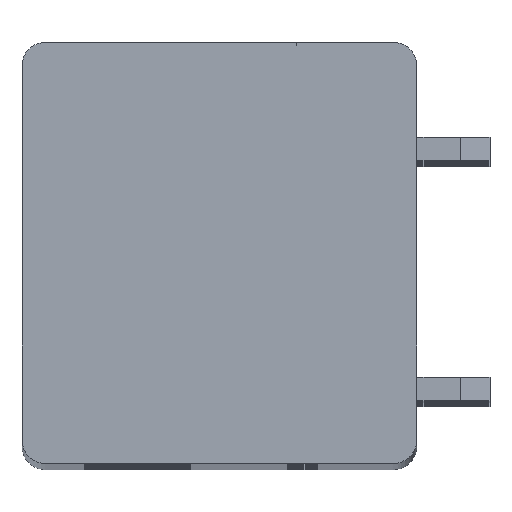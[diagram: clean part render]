
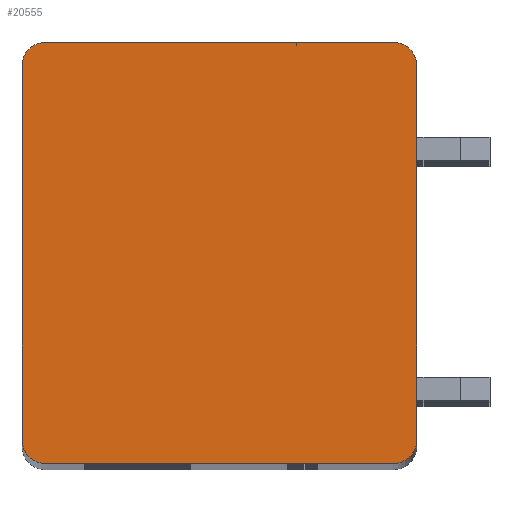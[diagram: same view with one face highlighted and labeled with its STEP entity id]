
A CAD part, top view. The second image highlights one B-rep face of the part: STEP entity #20555.
In plain terms, the highlighted planar face has unit normal (0, 0, 1).
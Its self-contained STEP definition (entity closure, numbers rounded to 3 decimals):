
#3157=CARTESIAN_POINT('',(-5.95,6.4,2.5));
#3158=DIRECTION('',(0.,0.,1.));
#3159=DIRECTION('',(0.,1.,0.));
#3160=AXIS2_PLACEMENT_3D('',#3157,#3158,#3159);
#3162=DIRECTION('',(-1.,0.,0.));
#3163=VECTOR('',#3162,11.9);
#3164=CARTESIAN_POINT('',(5.95,7.2,2.5));
#3165=LINE('',#3164,#3163);
#3166=CARTESIAN_POINT('',(5.95,6.4,2.5));
#3167=DIRECTION('',(0.,0.,1.));
#3168=DIRECTION('',(1.,0.,0.));
#3169=AXIS2_PLACEMENT_3D('',#3166,#3167,#3168);
#3171=DIRECTION('',(0.,1.,0.));
#3172=VECTOR('',#3171,12.8);
#3173=CARTESIAN_POINT('',(6.75,-6.4,2.5));
#3174=LINE('',#3173,#3172);
#3175=CARTESIAN_POINT('',(5.95,-6.4,2.5));
#3176=DIRECTION('',(0.,0.,1.));
#3177=DIRECTION('',(0.,-1.,0.));
#3178=AXIS2_PLACEMENT_3D('',#3175,#3176,#3177);
#3180=DIRECTION('',(1.,0.,0.));
#3181=VECTOR('',#3180,11.9);
#3182=CARTESIAN_POINT('',(-5.95,-7.2,2.5));
#3183=LINE('',#3182,#3181);
#3184=CARTESIAN_POINT('',(-5.95,-6.4,2.5));
#3185=DIRECTION('',(0.,0.,1.));
#3186=DIRECTION('',(-1.,0.,0.));
#3187=AXIS2_PLACEMENT_3D('',#3184,#3185,#3186);
#3189=DIRECTION('',(0.,-1.,0.));
#3190=VECTOR('',#3189,12.8);
#3191=CARTESIAN_POINT('',(-6.75,6.4,2.5));
#3192=LINE('',#3191,#3190);
#14837=CARTESIAN_POINT('',(-5.95,7.2,2.5));
#14838=VERTEX_POINT('',#14837);
#14839=CARTESIAN_POINT('',(-6.75,6.4,2.5));
#14840=VERTEX_POINT('',#14839);
#14845=CARTESIAN_POINT('',(6.75,6.4,2.5));
#14846=VERTEX_POINT('',#14845);
#14847=CARTESIAN_POINT('',(5.95,7.2,2.5));
#14848=VERTEX_POINT('',#14847);
#14853=CARTESIAN_POINT('',(-6.75,-6.4,2.5));
#14854=VERTEX_POINT('',#14853);
#14855=CARTESIAN_POINT('',(-5.95,-7.2,2.5));
#14856=VERTEX_POINT('',#14855);
#14861=CARTESIAN_POINT('',(5.95,-7.2,2.5));
#14862=VERTEX_POINT('',#14861);
#14863=CARTESIAN_POINT('',(6.75,-6.4,2.5));
#14864=VERTEX_POINT('',#14863);
#20540=CARTESIAN_POINT('',(0.,0.,2.5));
#20541=DIRECTION('',(0.,0.,1.));
#20542=DIRECTION('',(1.,0.,0.));
#20543=AXIS2_PLACEMENT_3D('',#20540,#20541,#20542);
#20544=PLANE('',#20543);
#20545=ORIENTED_EDGE('',*,*,#18708,.F.);
#20546=ORIENTED_EDGE('',*,*,#18724,.F.);
#20547=ORIENTED_EDGE('',*,*,#19313,.F.);
#20548=ORIENTED_EDGE('',*,*,#19328,.F.);
#20549=ORIENTED_EDGE('',*,*,#19821,.F.);
#20550=ORIENTED_EDGE('',*,*,#19834,.F.);
#20551=ORIENTED_EDGE('',*,*,#20521,.F.);
#20552=ORIENTED_EDGE('',*,*,#20533,.F.);
#20553=EDGE_LOOP('',(#20545,#20546,#20547,#20548,#20549,#20550,#20551,#20552));
#20554=FACE_OUTER_BOUND('',#20553,.F.);
#3161=CIRCLE('',#3160,0.8);
#3170=CIRCLE('',#3169,0.8);
#3179=CIRCLE('',#3178,0.8);
#3188=CIRCLE('',#3187,0.8);
#18708=EDGE_CURVE('',#14838,#14840,#3161,.T.);
#18724=EDGE_CURVE('',#14848,#14838,#3165,.T.);
#19313=EDGE_CURVE('',#14846,#14848,#3170,.T.);
#19328=EDGE_CURVE('',#14864,#14846,#3174,.T.);
#19821=EDGE_CURVE('',#14862,#14864,#3179,.T.);
#19834=EDGE_CURVE('',#14856,#14862,#3183,.T.);
#20521=EDGE_CURVE('',#14854,#14856,#3188,.T.);
#20533=EDGE_CURVE('',#14840,#14854,#3192,.T.);
#20555=ADVANCED_FACE('',(#20554),#20544,.T.);
